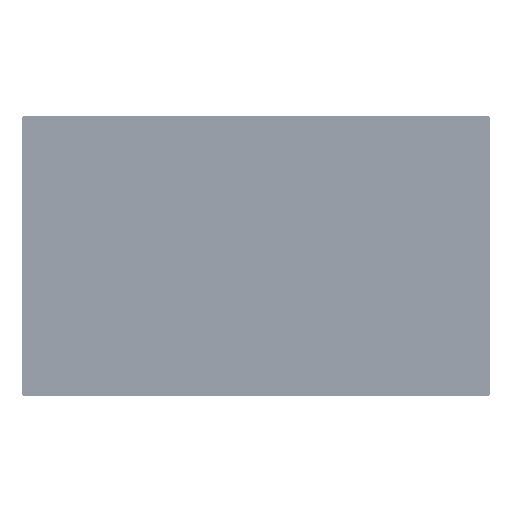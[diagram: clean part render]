
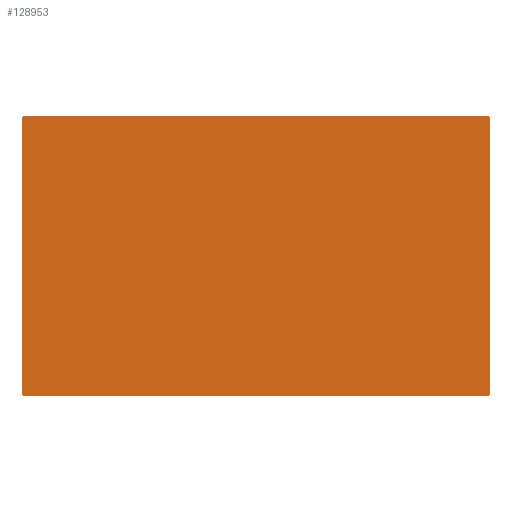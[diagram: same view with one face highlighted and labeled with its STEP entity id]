
A CAD part, top view. The second image highlights one B-rep face of the part: STEP entity #128953.
In plain terms, the highlighted planar face has unit normal (0, 0, 1).
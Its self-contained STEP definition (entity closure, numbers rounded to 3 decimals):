
#4061 = EDGE_CURVE ( 'NONE', #5235, #53965, #49748, .T. ) ;
#5235 = VERTEX_POINT ( 'NONE', #136388 ) ;
#9695 = CARTESIAN_POINT ( 'NONE',  ( 392.633, -591.031, -300.001 ) ) ;
#12423 = EDGE_CURVE ( 'NONE', #53965, #60041, #60913, .T. ) ;
#15080 = DIRECTION ( 'NONE',  ( 0., 1., 0. ) ) ;
#16243 = AXIS2_PLACEMENT_3D ( 'NONE', #37122, #123455, #100031 ) ;
#17067 = VERTEX_POINT ( 'NONE', #100523 ) ;
#18860 = CARTESIAN_POINT ( 'NONE',  ( -1096.367, 597.969, -300.001 ) ) ;
#20158 = ORIENTED_EDGE ( 'NONE', *, *, #4061, .T. ) ;
#21612 = CARTESIAN_POINT ( 'NONE',  ( 392.633, 308.969, -300.001 ) ) ;
#22314 = EDGE_LOOP ( 'NONE', ( #58841, #58216, #84026, #52664, #20158, #158875, #30034, #145903 ) ) ;
#28415 = CARTESIAN_POINT ( 'NONE',  ( 392.633, 297.969, -300.001 ) ) ;
#30034 = ORIENTED_EDGE ( 'NONE', *, *, #31956, .T. ) ;
#31956 = EDGE_CURVE ( 'NONE', #60041, #17067, #60505, .T. ) ;
#32561 = LINE ( 'NONE', #18860, #57543 ) ;
#34631 = AXIS2_PLACEMENT_3D ( 'NONE', #63973, #77663, #138993 ) ;
#35115 = DIRECTION ( 'NONE',  ( 0., 0., 1. ) ) ;
#37122 = CARTESIAN_POINT ( 'NONE',  ( 192.633, 597.969, -300.001 ) ) ;
#40291 = AXIS2_PLACEMENT_3D ( 'NONE', #89820, #139018, #103499 ) ;
#41623 = EDGE_CURVE ( 'NONE', #63522, #115532, #138931, .T. ) ;
#45186 = CARTESIAN_POINT ( 'NONE',  ( 192.633, -591.031, -300.001 ) ) ;
#48110 = VECTOR ( 'NONE', #115513, 1000. ) ;
#48277 = CIRCLE ( 'NONE', #68775, 11. ) ;
#49220 = FACE_OUTER_BOUND ( 'NONE', #22314, .T. ) ;
#49748 = LINE ( 'NONE', #45186, #118629 ) ;
#52664 = ORIENTED_EDGE ( 'NONE', *, *, #90916, .T. ) ;
#53965 = VERTEX_POINT ( 'NONE', #9695 ) ;
#57543 = VECTOR ( 'NONE', #68050, 1000. ) ;
#58216 = ORIENTED_EDGE ( 'NONE', *, *, #112561, .T. ) ;
#58841 = ORIENTED_EDGE ( 'NONE', *, *, #41623, .T. ) ;
#60041 = VERTEX_POINT ( 'NONE', #137262 ) ;
#60505 = LINE ( 'NONE', #150619, #105829 ) ;
#60913 = CIRCLE ( 'NONE', #40291, 11. ) ;
#62672 = AXIS2_PLACEMENT_3D ( 'NONE', #145650, #35115, #84328 ) ;
#63522 = VERTEX_POINT ( 'NONE', #21612 ) ;
#63973 = CARTESIAN_POINT ( 'NONE',  ( -1085.367, -580.031, -300.001 ) ) ;
#68050 = DIRECTION ( 'NONE',  ( 0., -1., 0. ) ) ;
#68775 = AXIS2_PLACEMENT_3D ( 'NONE', #28415, #77600, #126844 ) ;
#74312 = CARTESIAN_POINT ( 'NONE',  ( -1096.367, -580.031, -300.001 ) ) ;
#77600 = DIRECTION ( 'NONE',  ( 0., 0., 1. ) ) ;
#77663 = DIRECTION ( 'NONE',  ( 0., 0., 1. ) ) ;
#84026 = ORIENTED_EDGE ( 'NONE', *, *, #100652, .T. ) ;
#84328 = DIRECTION ( 'NONE',  ( 0., 1., 0. ) ) ;
#89820 = CARTESIAN_POINT ( 'NONE',  ( 392.633, -580.031, -300.001 ) ) ;
#90916 = EDGE_CURVE ( 'NONE', #146571, #5235, #135034, .T. ) ;
#93654 = CIRCLE ( 'NONE', #62672, 11. ) ;
#94431 = EDGE_CURVE ( 'NONE', #17067, #63522, #48277, .T. ) ;
#98058 = CARTESIAN_POINT ( 'NONE',  ( -1085.367, 308.969, -300.001 ) ) ;
#98976 = DIRECTION ( 'NONE',  ( 1., 0., 0. ) ) ;
#100031 = DIRECTION ( 'NONE',  ( 0., -1., 0. ) ) ;
#100523 = CARTESIAN_POINT ( 'NONE',  ( 403.633, 297.969, -300.001 ) ) ;
#100652 = EDGE_CURVE ( 'NONE', #149363, #146571, #32561, .T. ) ;
#103499 = DIRECTION ( 'NONE',  ( 0., 1., 0. ) ) ;
#105829 = VECTOR ( 'NONE', #15080, 1000. ) ;
#112561 = EDGE_CURVE ( 'NONE', #115532, #149363, #93654, .T. ) ;
#115513 = DIRECTION ( 'NONE',  ( -1., 0., 0. ) ) ;
#115532 = VERTEX_POINT ( 'NONE', #98058 ) ;
#118629 = VECTOR ( 'NONE', #98976, 1000. ) ;
#123455 = DIRECTION ( 'NONE',  ( 0., 0., 1. ) ) ;
#126844 = DIRECTION ( 'NONE',  ( 0., 1., 0. ) ) ;
#128953 = ADVANCED_FACE ( 'NONE', ( #49220 ), #149280, .T. ) ;
#135034 = CIRCLE ( 'NONE', #34631, 11. ) ;
#136388 = CARTESIAN_POINT ( 'NONE',  ( -1085.367, -591.031, -300.001 ) ) ;
#137262 = CARTESIAN_POINT ( 'NONE',  ( 403.633, -580.031, -300.001 ) ) ;
#138931 = LINE ( 'NONE', #151050, #48110 ) ;
#138993 = DIRECTION ( 'NONE',  ( 0., 1., 0. ) ) ;
#139018 = DIRECTION ( 'NONE',  ( 0., 0., 1. ) ) ;
#145650 = CARTESIAN_POINT ( 'NONE',  ( -1085.367, 297.969, -300.001 ) ) ;
#145903 = ORIENTED_EDGE ( 'NONE', *, *, #94431, .T. ) ;
#146571 = VERTEX_POINT ( 'NONE', #74312 ) ;
#147926 = CARTESIAN_POINT ( 'NONE',  ( -1096.367, 297.969, -300.001 ) ) ;
#149280 = PLANE ( 'NONE',  #16243 ) ;
#149363 = VERTEX_POINT ( 'NONE', #147926 ) ;
#150619 = CARTESIAN_POINT ( 'NONE',  ( 403.633, 597.969, -300.001 ) ) ;
#151050 = CARTESIAN_POINT ( 'NONE',  ( 192.633, 308.969, -300.001 ) ) ;
#158875 = ORIENTED_EDGE ( 'NONE', *, *, #12423, .T. ) ;
